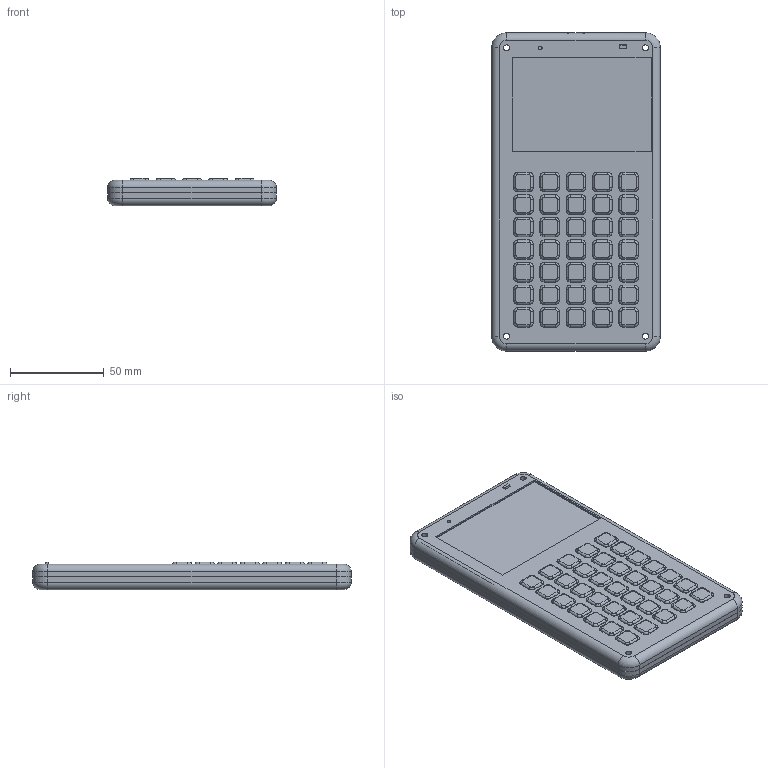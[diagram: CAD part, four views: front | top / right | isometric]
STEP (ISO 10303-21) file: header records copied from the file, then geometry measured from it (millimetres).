
FILE_DESCRIPTION(/* description */ ('STEP AP242','CAx-IF Rec.Pracs.---Representation and Presentation of Product Manufacturing Information (PMI)---4.0---2014-10-13','CAx-IF Rec.Pracs.---3D Tessellated Geometry---0.4---2014-09-14','2;1'),/* implementation_level */ '2;1');
FILE_NAME(/* name */ '6383e23cc7c98d77fe176c71',/* time_stamp */ '2022-11-27T22:18:38+00:00',/* author */ (''),/* organization */ (''),/* preprocessor_version */ 'ST-DEVELOPER v18.102',/* originating_system */ ' ',/* authorisation */ ' ');
FILE_SCHEMA (('AP242_MANAGED_MODEL_BASED_3D_ENGINEERING_MIM_LF { 1 0 10303 442 1 1 4 }'));
Length unit declared in the file: metre
Products named in the file (4): Keypad; Case Top; Case Bottom; PCB
Bounding box: 90 x 169.5 x 14.6 mm (x, y, z)
Volume: 137393.4 mm3; surface area: 106584 mm2
Topology: 4 solids, 4 shells, 1527 faces, 4066 edges, 2614 vertices
Faces by surface type: plane 858, cylinder 521, torus 148
Full cylindrical faces by diameter (mm): 2 x37, 3.2 x12, 7.2 x6
Entity records: 47316 total; most frequent: DIRECTION 8259, CARTESIAN_POINT 8148, ORIENTED_EDGE 8006, EDGE_CURVE 4003, LINE 2805, VECTOR 2805, AXIS2_PLACEMENT_3D 2727, VERTEX_POINT 2606
